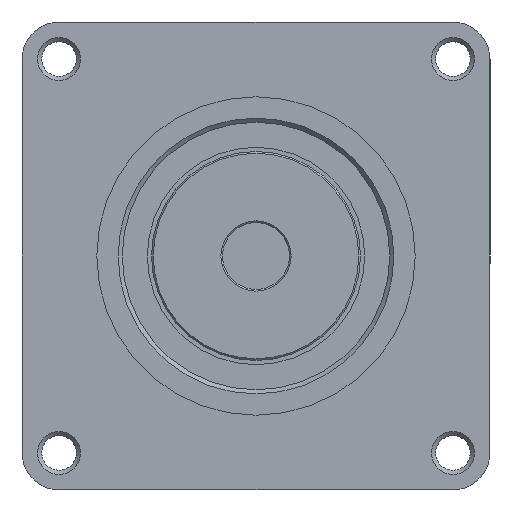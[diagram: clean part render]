
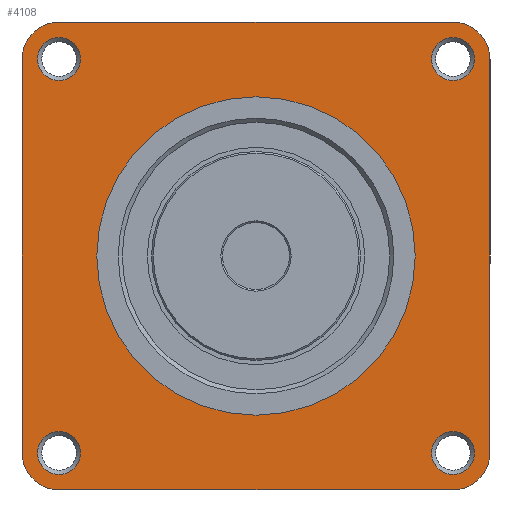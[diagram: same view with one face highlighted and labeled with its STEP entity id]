
A CAD part, left-side view. The second image highlights one B-rep face of the part: STEP entity #4108.
In plain terms, the highlighted planar face has unit normal (-1, 0, 0).
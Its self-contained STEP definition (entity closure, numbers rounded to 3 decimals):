
#61=FACE_BOUND('',#1490,.T.);
#62=FACE_BOUND('',#1491,.T.);
#63=FACE_BOUND('',#1492,.T.);
#64=FACE_BOUND('',#1493,.T.);
#65=FACE_BOUND('',#1494,.T.);
#429=LINE('',#6894,#788);
#431=LINE('',#6900,#790);
#437=LINE('',#6915,#796);
#444=LINE('',#6933,#803);
#788=VECTOR('',#5534,10.);
#790=VECTOR('',#5538,10.);
#796=VECTOR('',#5552,10.);
#803=VECTOR('',#5573,10.);
#1258=FACE_OUTER_BOUND('',#1489,.T.);
#1489=EDGE_LOOP('',(#3742,#3743,#3744,#3745,#3746,#3747,#3748,#3749));
#1490=EDGE_LOOP('',(#3750));
#1491=EDGE_LOOP('',(#3751));
#1492=EDGE_LOOP('',(#3752));
#1493=EDGE_LOOP('',(#3753));
#1494=EDGE_LOOP('',(#3754));
#1664=CIRCLE('',#4473,4.5);
#1666=CIRCLE('',#4477,4.5);
#1668=CIRCLE('',#4480,4.5);
#1670=CIRCLE('',#4484,4.5);
#1672=CIRCLE('',#4487,19.05);
#1688=CIRCLE('',#4511,2.567);
#1690=CIRCLE('',#4515,2.567);
#1692=CIRCLE('',#4519,2.567);
#1694=CIRCLE('',#4523,2.567);
#2043=VERTEX_POINT('',#6887);
#2045=VERTEX_POINT('',#6892);
#2046=VERTEX_POINT('',#6896);
#2048=VERTEX_POINT('',#6899);
#2050=VERTEX_POINT('',#6906);
#2052=VERTEX_POINT('',#6912);
#2054=VERTEX_POINT('',#6922);
#2057=VERTEX_POINT('',#6929);
#2058=VERTEX_POINT('',#6938);
#2074=VERTEX_POINT('',#6985);
#2076=VERTEX_POINT('',#6993);
#2078=VERTEX_POINT('',#7001);
#2080=VERTEX_POINT('',#7009);
#2586=EDGE_CURVE('',#2045,#2043,#429,.T.);
#2588=EDGE_CURVE('',#2046,#2048,#431,.T.);
#2592=EDGE_CURVE('',#2050,#2045,#1664,.T.);
#2596=EDGE_CURVE('',#2052,#2050,#437,.T.);
#2599=EDGE_CURVE('',#2048,#2052,#1666,.T.);
#2601=EDGE_CURVE('',#2043,#2054,#1668,.T.);
#2607=EDGE_CURVE('',#2054,#2057,#444,.T.);
#2608=EDGE_CURVE('',#2057,#2046,#1670,.T.);
#2610=EDGE_CURVE('',#2058,#2058,#1672,.T.);
#2633=EDGE_CURVE('',#2074,#2074,#1688,.T.);
#2637=EDGE_CURVE('',#2076,#2076,#1690,.T.);
#2641=EDGE_CURVE('',#2078,#2078,#1692,.T.);
#2645=EDGE_CURVE('',#2080,#2080,#1694,.T.);
#3742=ORIENTED_EDGE('',*,*,#2608,.F.);
#3743=ORIENTED_EDGE('',*,*,#2607,.F.);
#3744=ORIENTED_EDGE('',*,*,#2601,.F.);
#3745=ORIENTED_EDGE('',*,*,#2586,.F.);
#3746=ORIENTED_EDGE('',*,*,#2592,.F.);
#3747=ORIENTED_EDGE('',*,*,#2596,.F.);
#3748=ORIENTED_EDGE('',*,*,#2599,.F.);
#3749=ORIENTED_EDGE('',*,*,#2588,.F.);
#3750=ORIENTED_EDGE('',*,*,#2641,.F.);
#3751=ORIENTED_EDGE('',*,*,#2633,.F.);
#3752=ORIENTED_EDGE('',*,*,#2610,.T.);
#3753=ORIENTED_EDGE('',*,*,#2637,.F.);
#3754=ORIENTED_EDGE('',*,*,#2645,.F.);
#3905=PLANE('',#4522);
#4108=ADVANCED_FACE('',(#1258,#61,#62,#63,#64,#65),#3905,.T.);
#4473=AXIS2_PLACEMENT_3D('',#6907,#5544,#5545);
#4477=AXIS2_PLACEMENT_3D('',#6919,#5557,#5558);
#4480=AXIS2_PLACEMENT_3D('',#6923,#5563,#5564);
#4484=AXIS2_PLACEMENT_3D('',#6935,#5576,#5577);
#4487=AXIS2_PLACEMENT_3D('',#6939,#5582,#5583);
#4511=AXIS2_PLACEMENT_3D('',#6986,#5637,#5638);
#4515=AXIS2_PLACEMENT_3D('',#6994,#5647,#5648);
#4519=AXIS2_PLACEMENT_3D('',#7002,#5657,#5658);
#4522=AXIS2_PLACEMENT_3D('',#7008,#5665,#5666);
#4523=AXIS2_PLACEMENT_3D('',#7010,#5667,#5668);
#5534=DIRECTION('',(0.,-1.,0.));
#5538=DIRECTION('',(0.,1.,0.));
#5544=DIRECTION('center_axis',(1.,0.,0.));
#5545=DIRECTION('ref_axis',(0.,0.707,0.707));
#5552=DIRECTION('',(0.,0.,1.));
#5557=DIRECTION('center_axis',(1.,0.,0.));
#5558=DIRECTION('ref_axis',(0.,0.707,-0.707));
#5563=DIRECTION('center_axis',(1.,0.,0.));
#5564=DIRECTION('ref_axis',(0.,-0.707,0.707));
#5573=DIRECTION('',(0.,0.,-1.));
#5576=DIRECTION('center_axis',(1.,0.,0.));
#5577=DIRECTION('ref_axis',(0.,-0.707,-0.707));
#5582=DIRECTION('center_axis',(1.,0.,0.));
#5583=DIRECTION('ref_axis',(0.,0.,-1.));
#5637=DIRECTION('center_axis',(-1.,0.,0.));
#5638=DIRECTION('ref_axis',(0.,0.,-1.));
#5647=DIRECTION('center_axis',(-1.,0.,0.));
#5648=DIRECTION('ref_axis',(0.,0.,-1.));
#5657=DIRECTION('center_axis',(-1.,0.,0.));
#5658=DIRECTION('ref_axis',(0.,0.,-1.));
#5665=DIRECTION('center_axis',(-1.,0.,0.));
#5666=DIRECTION('ref_axis',(0.,0.,
1.));
#5667=DIRECTION('center_axis',(-1.,0.,0.));
#5668=DIRECTION('ref_axis',(0.,0.,-1.));
#6887=CARTESIAN_POINT('',(-51.8,-23.5,28.));
#6892=CARTESIAN_POINT('',(-51.8,23.5,28.));
#6894=CARTESIAN_POINT('',(-51.8,-14.,28.));
#6896=CARTESIAN_POINT('',(-51.8,-23.5,-28.));
#6899=CARTESIAN_POINT('',(-51.8,23.5,-28.));
#6900=CARTESIAN_POINT('',(-51.8,14.,-28.));
#6906=CARTESIAN_POINT('',(-51.8,28.,23.5));
#6907=CARTESIAN_POINT('Origin',(-51.8,23.5,23.5));
#6912=CARTESIAN_POINT('',(-51.8,28.,-23.5));
#6915=CARTESIAN_POINT('',(-51.8,28.,14.));
#6919=CARTESIAN_POINT('Origin',(-51.8,23.5,-23.5));
#6922=CARTESIAN_POINT('',(-51.8,-28.,23.5));
#6923=CARTESIAN_POINT('Origin',(-51.8,-23.5,23.5));
#6929=CARTESIAN_POINT('',(-51.8,-28.,-23.5));
#6933=CARTESIAN_POINT('',(-51.8,-28.,-14.));
#6935=CARTESIAN_POINT('Origin',(-51.8,-23.5,-23.5));
#6938=CARTESIAN_POINT('',(-51.8,0.,19.05));
#6939=CARTESIAN_POINT('Origin',(-51.8,0.,0.));
#6985=CARTESIAN_POINT('',(-51.8,-23.57,26.137));
#6986=CARTESIAN_POINT('Origin',(-51.8,-23.57,23.57));
#6993=CARTESIAN_POINT('',(-51.8,23.57,26.137));
#6994=CARTESIAN_POINT('Origin',(-51.8,23.57,23.57));
#7001=CARTESIAN_POINT('',(-51.8,23.57,-21.003));
#7002=CARTESIAN_POINT('Origin',(-51.8,23.57,-23.57));
#7008=CARTESIAN_POINT('Origin',(-51.8,28.,0.));
#7009=CARTESIAN_POINT('',(-51.8,-23.57,-21.003));
#7010=CARTESIAN_POINT('Origin',(-51.8,-23.57,-23.57));
